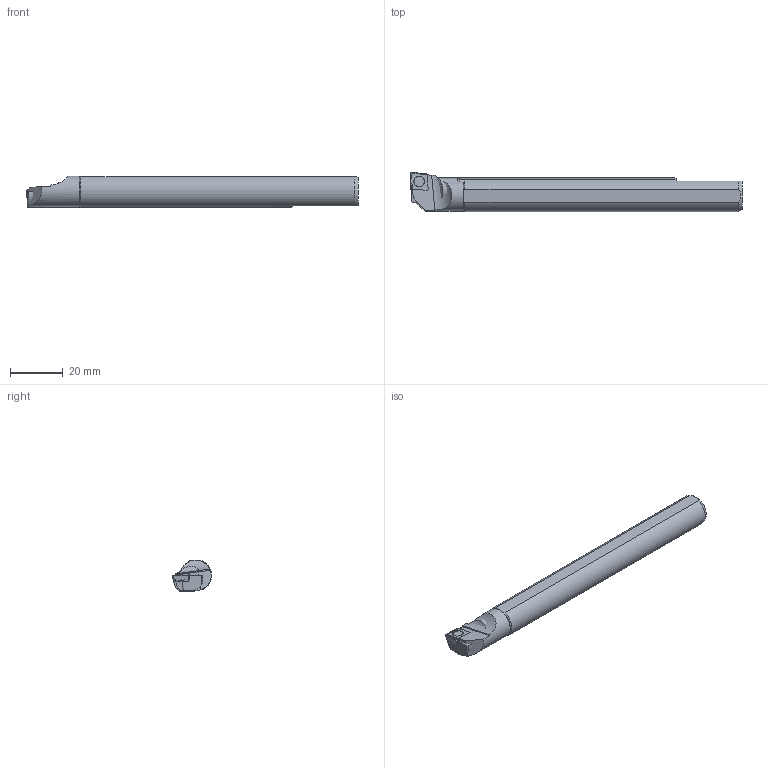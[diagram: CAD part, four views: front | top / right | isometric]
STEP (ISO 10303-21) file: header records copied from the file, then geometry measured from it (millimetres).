
FILE_DESCRIPTION(/* description */ (''),/* implementation_level */ '2;1');
FILE_NAME(/* name */ 'S10HSCFCL06_SIM.stp',/* time_stamp */ '2022-11-23T10:06:13+01:00',/* author */ (''),/* organization */ (''),/* preprocessor_version */ 'ST-DEVELOPER v18.102',/* originating_system */ 'SIEMENS PLM Software NX 2027',/* authorisation */ '');
FILE_SCHEMA (('AUTOMOTIVE_DESIGN { 1 0 10303 214 3 1 1 1 }'));
Length unit declared in the file: millimetre
Products named in the file (1): model1
Bounding box: 126.48 x 14.91 x 12.07 mm (x, y, z)
Volume: 20541.9 mm3; surface area: 8345 mm2
Topology: 4 solids, 4 shells, 84 faces, 211 edges, 137 vertices
Faces by surface type: plane 39, cone 22, cylinder 14, torus 9
Full cylindrical faces by diameter (mm): 2.8 x2, 4.1 x2, 9.45 x1, 10 x1, 11.6 x1
Entity records: 2587 total; most frequent: CARTESIAN_POINT 640, DIRECTION 391, ORIENTED_EDGE 378, EDGE_CURVE 189, AXIS2_PLACEMENT_3D 160, VERTEX_POINT 131, EDGE_LOOP 106, ADVANCED_FACE 84
